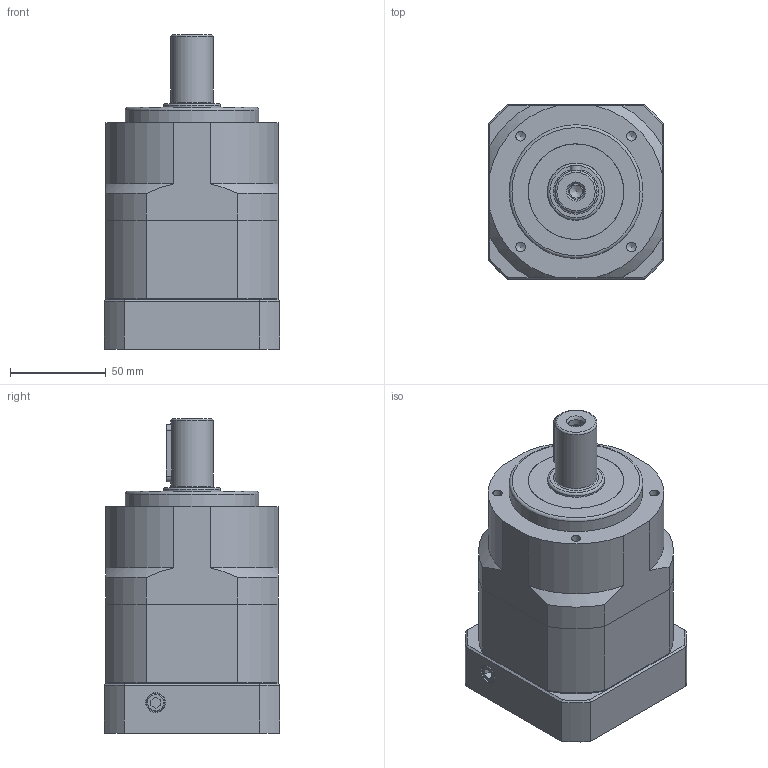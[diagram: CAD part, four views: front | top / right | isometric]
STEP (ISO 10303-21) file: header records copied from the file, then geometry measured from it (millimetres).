
FILE_DESCRIPTION((''),'2;1');
FILE_NAME('KSE-90-1.stp','2012-02-15T10:49:21',('young'),(''),'Autodesk Inventor 2012','Autodesk Inventor 2012','');
FILE_SCHEMA(('AUTOMOTIVE_DESIGN { 1 0 10303 214 1 1 1 1 }'));
Length unit declared in the file: millimetre
Products named in the file (1): KSE-90-1
Bounding box: 92 x 92 x 164.5 mm (x, y, z)
Volume: 694455.5 mm3; surface area: 137078.1 mm2
Topology: 16 solids, 16 shells, 434 faces, 1004 edges, 641 vertices
Faces by surface type: plane 236, cylinder 109, cone 67, torus 13, bspline 9
Full cylindrical faces by diameter (mm): 4.2 x4, 4.5 x4, 5 x12, 5.1 x1, 6 x5, 6.5 x1, 6.8 x5, 8 x5, 8.433 x2, 9.5 x2, 10 x5, 11 x4, 22 x1, 24.2 x1, 24.9 x1, 28.2 x1, 28.8 x1, 29.8 x1, 30 x2, 39 x1, 45 x2, 50 x2, 68 x1, 70 x2, 78 x2
Entity records: 12277 total; most frequent: CARTESIAN_POINT 2881, DIRECTION 1963, ORIENTED_EDGE 1690, EDGE_CURVE 845, AXIS2_PLACEMENT_3D 746, EDGE_LOOP 631, VERTEX_POINT 608, VECTOR 471
